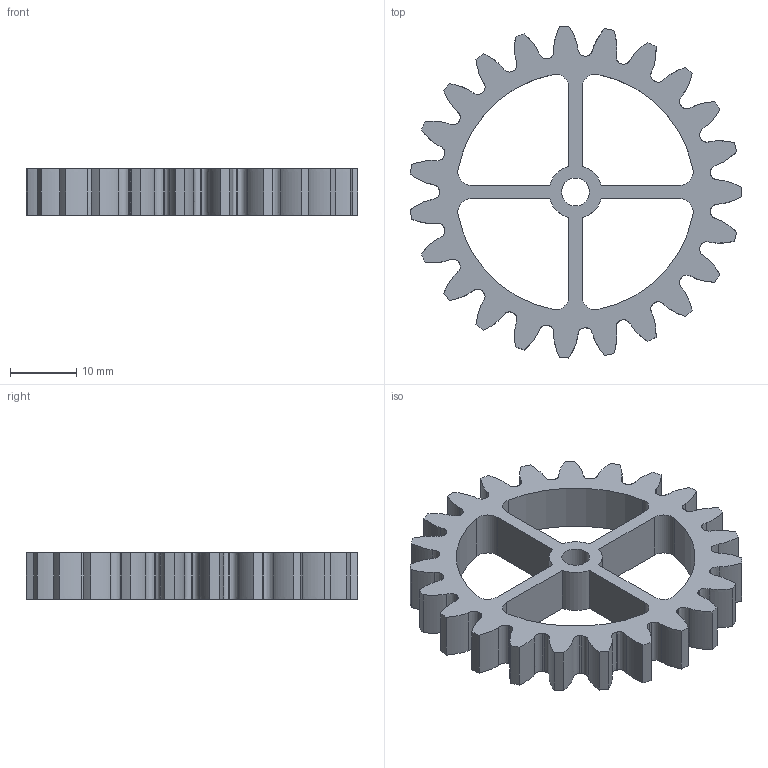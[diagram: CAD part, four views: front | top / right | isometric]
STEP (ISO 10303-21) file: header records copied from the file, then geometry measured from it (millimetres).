
FILE_DESCRIPTION(('STEP AP242'), '1');
FILE_NAME('itemShaftGearV3GearRatio1.8m2', '', ('UNSPECIFIED'), ('UNSPECIFIED'), 'C3D Converter', 'C3D Toolkit', '');
FILE_SCHEMA(('AP242_MANAGED_MODEL_BASED_3D_ENGINEERING_MIM_LF { 1 0 10303 442 1 1 4 }'));
Length unit declared in the file: millimetre
Bounding box: 49.85 x 49.96 x 7 mm (x, y, z)
Volume: 5465.6 mm3; surface area: 5203.4 mm2
Topology: 1 solids, 1 shells, 165 faces, 489 edges, 326 vertices
Faces by surface type: extrusion 92, cylinder 63, plane 10
Full cylindrical faces by diameter (mm): 4.2 x1
Entity records: 13215 total; most frequent: CARTESIAN_POINT 8984, ORIENTED_EDGE 976, DIRECTION 670, EDGE_CURVE 488, VERTEX_POINT 326, B_SPLINE_CURVE_WITH_KNOTS 276, VECTOR 270, AXIS2_PLACEMENT_3D 200
